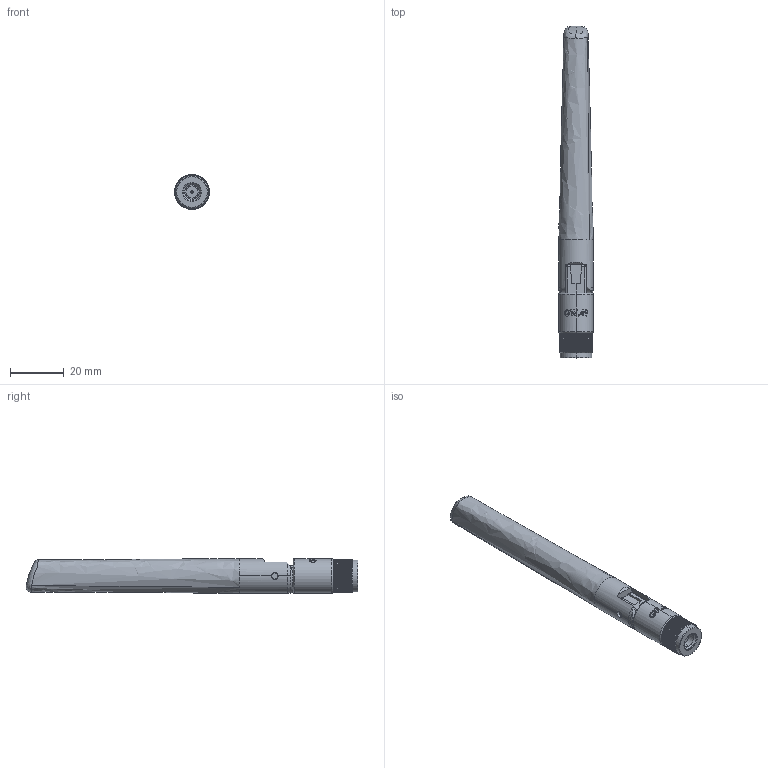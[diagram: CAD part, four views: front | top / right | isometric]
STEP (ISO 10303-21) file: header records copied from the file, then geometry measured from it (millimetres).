
FILE_DESCRIPTION (( 'STEP AP214' ), '1' );
FILE_NAME ('TWX-100ARSAX-2114_(GW-49).STEP', '2023-10-04T07:09:15', ( '' ), ( '' ), 'SwSTEP 2.0', 'SolidWorks 2011', '' );
FILE_SCHEMA (( 'AUTOMOTIVE_DESIGN' ));
Length unit declared in the file: millimetre
Products named in the file (4): 119035BRSE0000 (公座母pin); TWX-100ARSAX-2114_(GW-49); 03713(ID) 100 case; 03712(ID) holder-GW.49
Assembly tree (3 placements, depth 2):
  TWX-100ARSAX-2114_(GW-49)
    03713(ID) 100 case
    119035BRSE0000 (公座母pin)
    03712(ID) holder-GW.49
Bounding box: 13 x 124.06 x 13 mm (x, y, z)
Volume: 14570.5 mm3; surface area: 6095.5 mm2
Topology: 3 solids, 3 shells, 453 faces, 1319 edges, 880 vertices
Faces by surface type: cylinder 255, plane 136, bspline 32, cone 21, torus 9
Entity records: 17842 total; most frequent: CARTESIAN_POINT 6993, ORIENTED_EDGE 2634, DIRECTION 1715, EDGE_CURVE 1317, VERTEX_POINT 880, AXIS2_PLACEMENT_3D 638, B_SPLINE_CURVE_WITH_KNOTS 624, EDGE_LOOP 465
